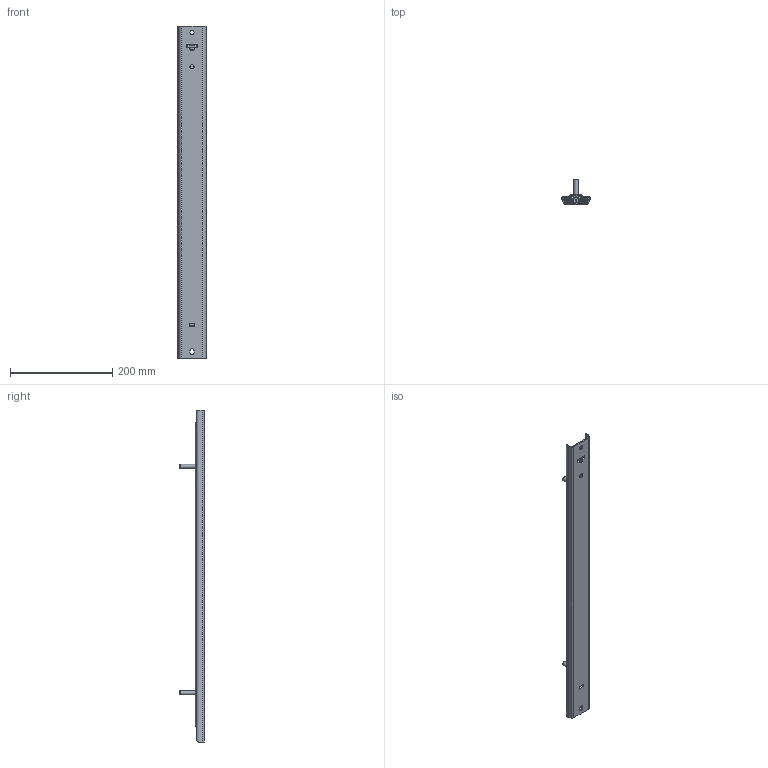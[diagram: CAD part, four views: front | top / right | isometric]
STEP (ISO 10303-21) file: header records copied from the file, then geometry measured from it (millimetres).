
FILE_DESCRIPTION(/* description */ ('ULF HD SV 650/690 (17,2mm)'),/* implementation_level */ '2;1');
FILE_NAME(/* name */ '124-B31_01_in.stp',/* time_stamp */ '2018-01-03T07:45:04+01:00',/* author */ ('stagece1'),/* organization */ (''),/* preprocessor_version */ 'ST-DEVELOPER v16.13',/* originating_system */ 'Autodesk Inventor 2018',/* authorisation */ '');
FILE_SCHEMA (('AUTOMOTIVE_DESIGN { 1 0 10303 214 3 1 1 }'));
Length unit declared in the file: millimetre
Products named in the file (16): 124-B31; 124-B31E000029892; 124-B31E000029890; 124-B31E000029879; 124-B31E000029886; 124-B31E000029880; 124-B31E000029887; 124-B31E000029889; 124-B31E000029881; 124-B31E000029885; 124-B31E000029882; 124-B31E000029884; 921084; 124-B31E000029888; 124-B31E000029883; 931234
Assembly tree (81 placements, depth 3):
  124-B31
    124-B31E000029892
    124-B31E000029890
      124-B31E000029879
    124-B31E000029886
      124-B31E000029880
      921084  x2
      124-B31E000029887  x34
    124-B31E000029889
      124-B31E000029881
    124-B31E000029885
      124-B31E000029882
      124-B31E000029884  x30
      921084  x2
    124-B31E000029888
      124-B31E000029883
      931234  x2
Bounding box: 55.8 x 47.2 x 650 mm (x, y, z)
Volume: 231659.3 mm3; surface area: 305555.9 mm2
Topology: 79 solids, 79 shells, 2127 faces, 6336 edges, 4430 vertices
Faces by surface type: plane 1122, cylinder 909, sphere 80, bspline 10, cone 6
Full cylindrical faces by diameter (mm): 4 x4, 5.56 x30, 6.35 x34, 8 x4
Entity records: 57554 total; most frequent: CARTESIAN_POINT 10683, DIRECTION 9922, ORIENTED_EDGE 9448, EDGE_CURVE 4724, AXIS2_PLACEMENT_3D 3429, VERTEX_POINT 3178, LINE 3064, VECTOR 3064
